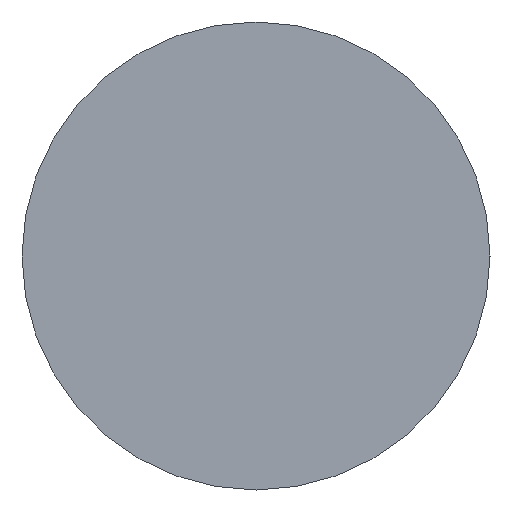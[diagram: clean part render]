
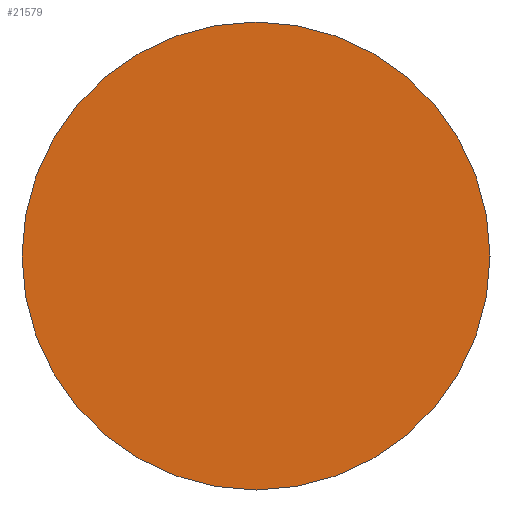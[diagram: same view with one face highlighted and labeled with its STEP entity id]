
A CAD part, left-side view. The second image highlights one B-rep face of the part: STEP entity #21579.
In plain terms, the highlighted planar face has unit normal (-1, 0, 0).
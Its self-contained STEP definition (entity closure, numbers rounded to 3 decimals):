
#5191 = CARTESIAN_POINT ( 'NONE',  ( 0., 0., 0. ) ) ;
#9365 = DIRECTION ( 'NONE',  ( 0., 0., 1. ) ) ;
#13543 = EDGE_CURVE ( 'NONE', #54818, #58612, #32423, .T. ) ;
#21579 = ADVANCED_FACE ( 'NONE', ( #62000 ), #74352, .F. ) ;
#21654 = CARTESIAN_POINT ( 'NONE',  ( 0., 0., 0. ) ) ;
#22364 = AXIS2_PLACEMENT_3D ( 'NONE', #32343, #50682, #56282 ) ;
#26693 = CARTESIAN_POINT ( 'NONE',  ( 0., 0., 48. ) ) ;
#27332 = CARTESIAN_POINT ( 'NONE',  ( 0., 0., -48. ) ) ;
#32343 = CARTESIAN_POINT ( 'NONE',  ( 0., 48., 0. ) ) ;
#32423 = CIRCLE ( 'NONE', #57241, 48. ) ;
#34567 = CIRCLE ( 'NONE', #59950, 48. ) ;
#47913 = ORIENTED_EDGE ( 'NONE', *, *, #60505, .T. ) ;
#50682 = DIRECTION ( 'NONE',  ( 1., 0., 0. ) ) ;
#54818 = VERTEX_POINT ( 'NONE', #26693 ) ;
#56282 = DIRECTION ( 'NONE',  ( 0., 0., -1. ) ) ;
#57241 = AXIS2_PLACEMENT_3D ( 'NONE', #21654, #76192, #9365 ) ;
#58612 = VERTEX_POINT ( 'NONE', #27332 ) ;
#59950 = AXIS2_PLACEMENT_3D ( 'NONE', #5191, #60039, #72762 ) ;
#60039 = DIRECTION ( 'NONE',  ( -1., 0., 0. ) ) ;
#60505 = EDGE_CURVE ( 'NONE', #58612, #54818, #34567, .T. ) ;
#62000 = FACE_OUTER_BOUND ( 'NONE', #70633, .T. ) ;
#65072 = ORIENTED_EDGE ( 'NONE', *, *, #13543, .T. ) ;
#70633 = EDGE_LOOP ( 'NONE', ( #65072, #47913 ) ) ;
#72762 = DIRECTION ( 'NONE',  ( 0., 0., 1. ) ) ;
#74352 = PLANE ( 'NONE',  #22364 ) ;
#76192 = DIRECTION ( 'NONE',  ( -1., 0., 0. ) ) ;
